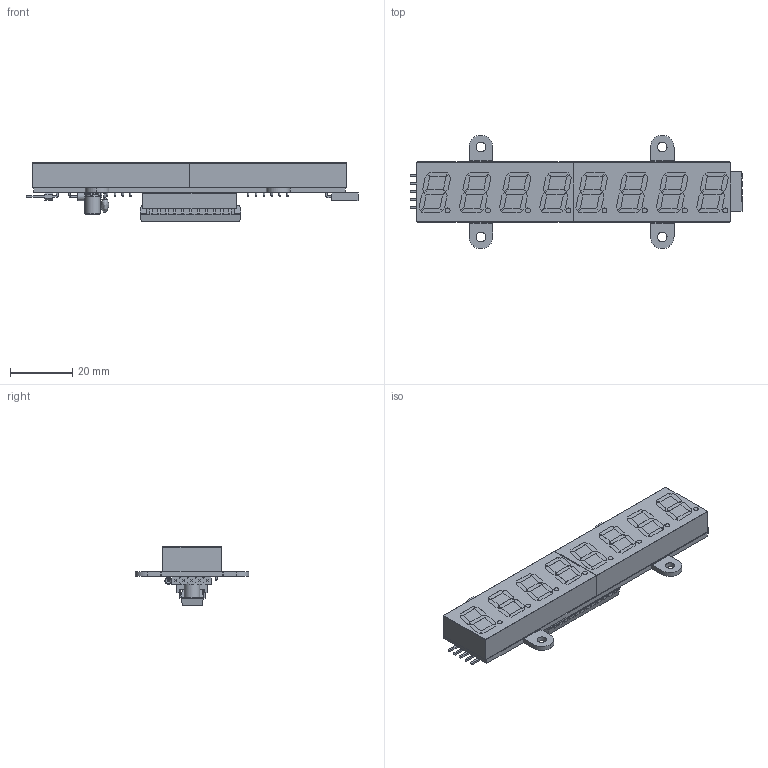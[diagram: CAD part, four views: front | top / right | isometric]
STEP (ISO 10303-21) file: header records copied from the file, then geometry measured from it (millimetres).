
FILE_DESCRIPTION(/* description */ (''),/* implementation_level */ '2;1');
FILE_NAME(/* name */ '8_digit_7_segment v7.step',/* time_stamp */ '2018-10-12T12:20:07+02:00',/* author */ ('M?t? Horv?th'),/* organization */ (''),/* preprocessor_version */ 'ST-DEVELOPER v17.2',/* originating_system */ 'Autodesk Translation Framework v7.6.0.251',/* authorisation */ '');
FILE_SCHEMA (('AUTOMOTIVE_DESIGN { 1 0 10303 214 3 1 1 }'));
Length unit declared in the file: millimetre
Products named in the file (14): 8_digit_7_segment; PCB Component; Board; ATA8041ARBJ ; 1X05/90; 1X05/90FEMALE; 1leg v2; Component1; 1N4148DO35-10; 10k; 10uF; IC_MAX7219CNG; The Basic 3dModel (32) v1; 100nF
Assembly tree (18 placements, depth 4):
  8_digit_7_segment
    PCB Component
      Board
      ATA8041ARBJ   x2
      1X05/90
      1X05/90FEMALE
        1leg v2  x5
        Component1
      1N4148DO35-10
      10k
      10uF
      IC_MAX7219CNG
        The Basic 3dModel (32) v1
      100nF
Bounding box: 106.96 x 36.58 x 18.86 mm (x, y, z)
Volume: 21603.7 mm3; surface area: 20079.9 mm2
Topology: 106 solids, 106 shells, 1869 faces, 4506 edges, 2890 vertices
Faces by surface type: plane 1385, cylinder 354, cone 58, torus 28, bspline 24, sphere 20
Full cylindrical faces by diameter (mm): 0.35 x38, 0.4 x40, 0.45 x2, 0.5 x34, 0.6 x24, 0.7 x3, 0.762 x1, 0.813 x32, 0.9 x24, 1.016 x10, 1.6 x6, 1.605 x2, 1.9 x7, 2.2 x3, 2.5 x2, 2.9 x1, 3 x1, 3.1 x4, 3.4 x1
Entity records: 47979 total; most frequent: CARTESIAN_POINT 9701, DIRECTION 7576, ORIENTED_EDGE 7536, EDGE_CURVE 3768, LINE 2922, VECTOR 2922, VERTEX_POINT 2414, AXIS2_PLACEMENT_3D 2327
